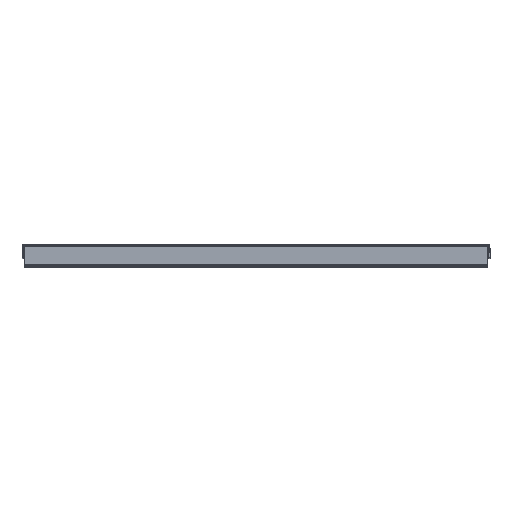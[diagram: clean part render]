
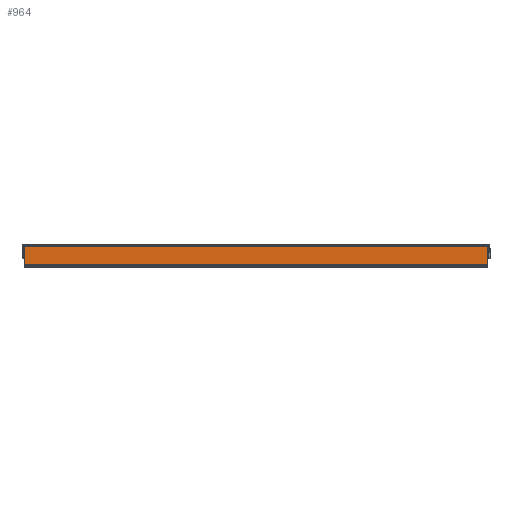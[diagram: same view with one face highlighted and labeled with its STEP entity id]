
A CAD part, top view. The second image highlights one B-rep face of the part: STEP entity #964.
In plain terms, the highlighted planar face has unit normal (0, 0, 1).
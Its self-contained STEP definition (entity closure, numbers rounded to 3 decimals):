
#140 = ORIENTED_EDGE ( 'NONE', *, *, #811, .T. ) ;
#608 = CARTESIAN_POINT ( 'NONE',  ( 0., -3., 549. ) ) ;
#811 = EDGE_CURVE ( 'NONE', #873, #18374, #2528, .T. ) ;
#873 = VERTEX_POINT ( 'NONE', #15341 ) ;
#964 = ADVANCED_FACE ( 'NONE', ( #18052 ), #3734, .T. ) ;
#1723 = LINE ( 'NONE', #19994, #10805 ) ;
#1965 = DIRECTION ( 'NONE',  ( 0., -1., 0. ) ) ;
#2498 = CARTESIAN_POINT ( 'NONE',  ( -346., -3., 549. ) ) ;
#2528 = LINE ( 'NONE', #608, #10773 ) ;
#3734 = PLANE ( 'NONE',  #5948 ) ;
#4809 = ORIENTED_EDGE ( 'NONE', *, *, #7497, .F. ) ;
#5948 = AXIS2_PLACEMENT_3D ( 'NONE', #11928, #22565, #1965 ) ;
#6355 = DIRECTION ( 'NONE',  ( -1., 0., 0. ) ) ;
#6913 = VERTEX_POINT ( 'NONE', #8045 ) ;
#7004 = VERTEX_POINT ( 'NONE', #20279 ) ;
#7497 = EDGE_CURVE ( 'NONE', #7004, #6913, #17224, .T. ) ;
#8045 = CARTESIAN_POINT ( 'NONE',  ( -346., -30., 549. ) ) ;
#10480 = EDGE_CURVE ( 'NONE', #873, #7004, #1723, .T. ) ;
#10773 = VECTOR ( 'NONE', #19028, 1000. ) ;
#10805 = VECTOR ( 'NONE', #26423, 1000. ) ;
#11928 = CARTESIAN_POINT ( 'NONE',  ( 0., 0., 549. ) ) ;
#14333 = LINE ( 'NONE', #24382, #21124 ) ;
#15341 = CARTESIAN_POINT ( 'NONE',  ( 346., -3., 549. ) ) ;
#16334 = EDGE_CURVE ( 'NONE', #6913, #18374, #14333, .T. ) ;
#17224 = LINE ( 'NONE', #22848, #26384 ) ;
#17953 = ORIENTED_EDGE ( 'NONE', *, *, #10480, .F. ) ;
#18052 = FACE_OUTER_BOUND ( 'NONE', #24267, .T. ) ;
#18374 = VERTEX_POINT ( 'NONE', #2498 ) ;
#19028 = DIRECTION ( 'NONE',  ( -1., 0., 0. ) ) ;
#19994 = CARTESIAN_POINT ( 'NONE',  ( 346., -30., 549. ) ) ;
#20279 = CARTESIAN_POINT ( 'NONE',  ( 346., -30., 549. ) ) ;
#21124 = VECTOR ( 'NONE', #26459, 1000. ) ;
#22565 = DIRECTION ( 'NONE',  ( 0., 0., 1. ) ) ;
#22848 = CARTESIAN_POINT ( 'NONE',  ( -346., -30., 549. ) ) ;
#24267 = EDGE_LOOP ( 'NONE', ( #17953, #140, #26329, #4809 ) ) ;
#24382 = CARTESIAN_POINT ( 'NONE',  ( -346., -1.5, 549. ) ) ;
#26329 = ORIENTED_EDGE ( 'NONE', *, *, #16334, .F. ) ;
#26384 = VECTOR ( 'NONE', #6355, 1000. ) ;
#26423 = DIRECTION ( 'NONE',  ( 0., -1., 0. ) ) ;
#26459 = DIRECTION ( 'NONE',  ( 0., 1., 0. ) ) ;
